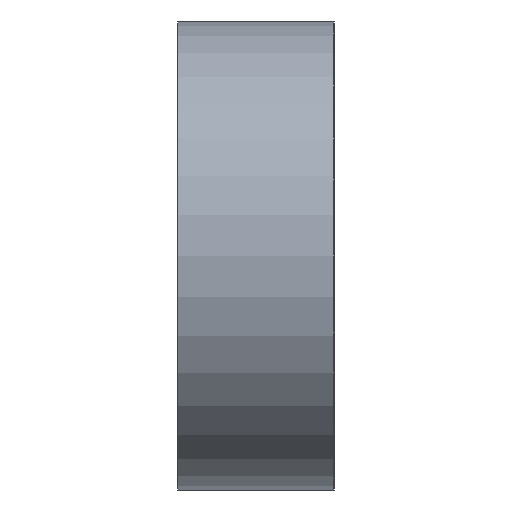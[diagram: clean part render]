
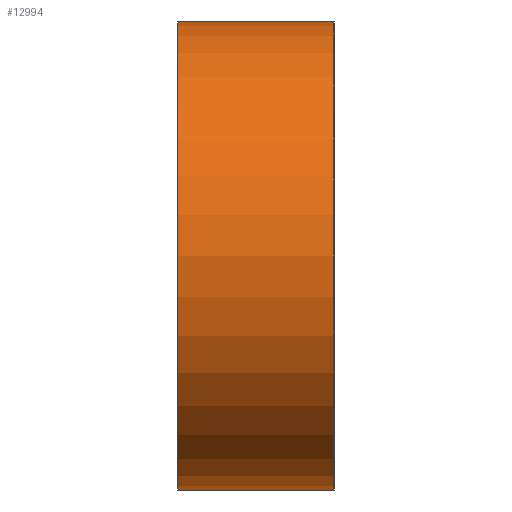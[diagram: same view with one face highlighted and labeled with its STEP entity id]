
A CAD part, left-side view. The second image highlights one B-rep face of the part: STEP entity #12994.
In plain terms, the highlighted cylindrical face has radius 38.1 mm (diameter 76.2 mm), a partial arc.
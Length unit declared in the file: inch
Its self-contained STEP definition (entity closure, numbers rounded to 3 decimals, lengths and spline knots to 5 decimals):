
#431 = DIRECTION ( 'NONE',  ( 0., -1., 0. ) ) ;
#600 = ORIENTED_EDGE ( 'NONE', *, *, #13373, .F. ) ;
#842 = VECTOR ( 'NONE', #1284, 39.37008 ) ;
#921 = ORIENTED_EDGE ( 'NONE', *, *, #21331, .T. ) ;
#1055 = DIRECTION ( 'NONE',  ( 0., -1., 0. ) ) ;
#1284 = DIRECTION ( 'NONE',  ( 0., -1., 0. ) ) ;
#1389 = CARTESIAN_POINT ( 'NONE',  ( -8.42506, 0., 1.5 ) ) ;
#1742 = AXIS2_PLACEMENT_3D ( 'NONE', #16426, #6136, #18151 ) ;
#2038 = VERTEX_POINT ( 'NONE', #21953 ) ;
#2920 = EDGE_CURVE ( 'NONE', #17177, #2038, #5967, .T. ) ;
#3000 = CARTESIAN_POINT ( 'NONE',  ( -8.42506, 1., -1.5 ) ) ;
#3389 = ORIENTED_EDGE ( 'NONE', *, *, #2920, .F. ) ;
#3806 = CARTESIAN_POINT ( 'NONE',  ( -8.42506, 1., 1.5 ) ) ;
#5307 = EDGE_CURVE ( 'NONE', #17177, #7266, #18033, .T. ) ;
#5755 = CYLINDRICAL_SURFACE ( 'NONE', #6144, 1.5 ) ;
#5967 = CIRCLE ( 'NONE', #20664, 1.5 ) ;
#6136 = DIRECTION ( 'NONE',  ( 0., 1., 0. ) ) ;
#6144 = AXIS2_PLACEMENT_3D ( 'NONE', #18248, #1055, #7977 ) ;
#7266 = VERTEX_POINT ( 'NONE', #11498 ) ;
#7977 = DIRECTION ( 'NONE',  ( 0., 0., -1. ) ) ;
#8821 = ORIENTED_EDGE ( 'NONE', *, *, #5307, .T. ) ;
#9322 = DIRECTION ( 'NONE',  ( 0., 1., 0. ) ) ;
#10876 = FACE_OUTER_BOUND ( 'NONE', #17506, .T. ) ;
#11498 = CARTESIAN_POINT ( 'NONE',  ( -8.42506, 0., -1.5 ) ) ;
#11922 = VECTOR ( 'NONE', #431, 39.37008 ) ;
#12625 = CARTESIAN_POINT ( 'NONE',  ( -8.42506, 1., -1.5 ) ) ;
#12994 = ADVANCED_FACE ( 'NONE', ( #10876 ), #5755, .T. ) ;
#13373 = EDGE_CURVE ( 'NONE', #2038, #21501, #16497, .T. ) ;
#16426 = CARTESIAN_POINT ( 'NONE',  ( -8.42506, 0., 0. ) ) ;
#16497 = LINE ( 'NONE', #3806, #11922 ) ;
#17177 = VERTEX_POINT ( 'NONE', #12625 ) ;
#17506 = EDGE_LOOP ( 'NONE', ( #921, #600, #3389, #8821 ) ) ;
#18033 = LINE ( 'NONE', #3000, #842 ) ;
#18151 = DIRECTION ( 'NONE',  ( 0., 0., 1. ) ) ;
#18248 = CARTESIAN_POINT ( 'NONE',  ( -8.42506, 1., 0. ) ) ;
#19609 = CARTESIAN_POINT ( 'NONE',  ( -8.42506, 1., 0. ) ) ;
#20664 = AXIS2_PLACEMENT_3D ( 'NONE', #19609, #9322, #21363 ) ;
#21331 = EDGE_CURVE ( 'NONE', #7266, #21501, #21824, .T. ) ;
#21363 = DIRECTION ( 'NONE',  ( 0., 0., 1. ) ) ;
#21501 = VERTEX_POINT ( 'NONE', #1389 ) ;
#21824 = CIRCLE ( 'NONE', #1742, 1.5 ) ;
#21953 = CARTESIAN_POINT ( 'NONE',  ( -8.42506, 1., 1.5 ) ) ;
